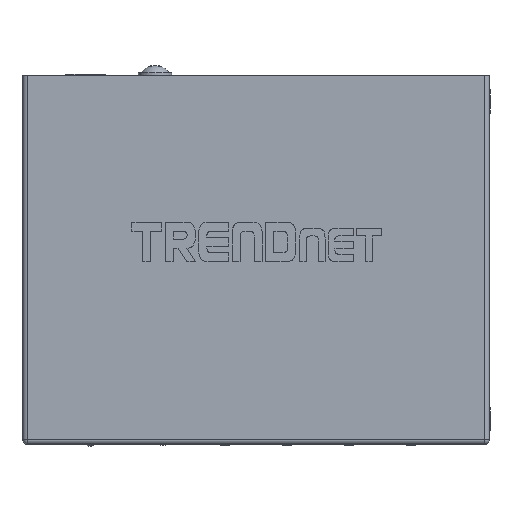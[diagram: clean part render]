
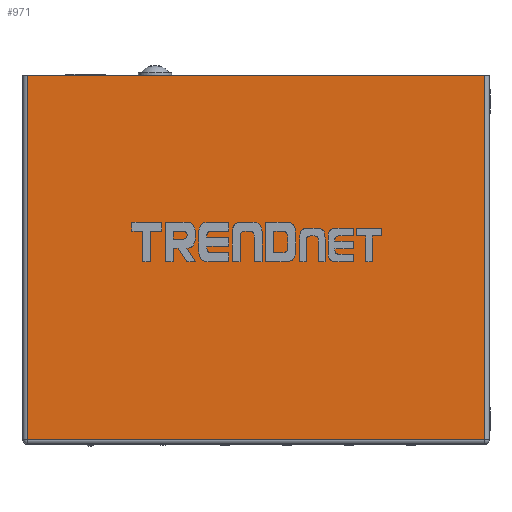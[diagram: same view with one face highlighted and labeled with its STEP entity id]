
A CAD part, top view. The second image highlights one B-rep face of the part: STEP entity #971.
In plain terms, the highlighted planar face has unit normal (0, 0, 1).
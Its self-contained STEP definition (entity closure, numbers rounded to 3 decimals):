
#407 = VERTEX_POINT('',#408);
#408 = CARTESIAN_POINT('',(51.5,1.,14.));
#415 = EDGE_CURVE('',#407,#416,#418,.T.);
#416 = VERTEX_POINT('',#417);
#417 = CARTESIAN_POINT('',(-51.5,1.,14.));
#418 = LINE('',#419,#420);
#419 = CARTESIAN_POINT('',(52.5,1.,14.));
#420 = VECTOR('',#421,1.);
#421 = DIRECTION('',(-1.,0.,0.));
#971 = ADVANCED_FACE('',(#972),#997,.T.);
#972 = FACE_BOUND('',#973,.T.);
#973 = EDGE_LOOP('',(#974,#984,#990,#991));
#974 = ORIENTED_EDGE('',*,*,#975,.T.);
#975 = EDGE_CURVE('',#976,#978,#980,.T.);
#976 = VERTEX_POINT('',#977);
#977 = CARTESIAN_POINT('',(51.5,83.,14.));
#978 = VERTEX_POINT('',#979);
#979 = CARTESIAN_POINT('',(-51.5,83.,14.));
#980 = LINE('',#981,#982);
#981 = CARTESIAN_POINT('',(52.5,83.,14.));
#982 = VECTOR('',#983,1.);
#983 = DIRECTION('',(-1.,0.,0.));
#984 = ORIENTED_EDGE('',*,*,#985,.F.);
#985 = EDGE_CURVE('',#416,#978,#986,.T.);
#986 = LINE('',#987,#988);
#987 = CARTESIAN_POINT('',(-51.5,0.,14.));
#988 = VECTOR('',#989,1.);
#989 = DIRECTION('',(0.,1.,0.));
#990 = ORIENTED_EDGE('',*,*,#415,.F.);
#991 = ORIENTED_EDGE('',*,*,#992,.T.);
#992 = EDGE_CURVE('',#407,#976,#993,.T.);
#993 = LINE('',#994,#995);
#994 = CARTESIAN_POINT('',(51.5,0.,14.));
#995 = VECTOR('',#996,1.);
#996 = DIRECTION('',(0.,1.,0.));
#997 = PLANE('',#998);
#998 = AXIS2_PLACEMENT_3D('',#999,#1000,#1001);
#999 = CARTESIAN_POINT('',(52.5,0.,14.));
#1000 = DIRECTION('',(0.,0.,1.));
#1001 = DIRECTION('',(-1.,0.,0.));
